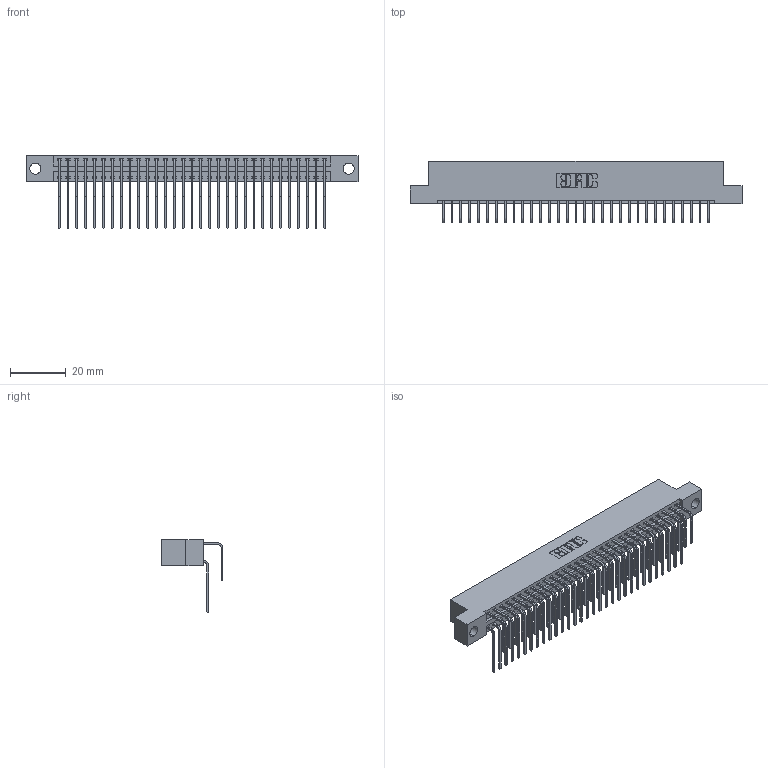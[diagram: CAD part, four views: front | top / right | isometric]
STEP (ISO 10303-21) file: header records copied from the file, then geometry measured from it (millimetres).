
FILE_DESCRIPTION (( 'STEP AP203' ), '1' );
FILE_NAME ('346-062-558-204.STEP', '2018-08-28T07:55:34', ( '' ), ( '' ), 'SwSTEP 2.0', 'SolidWorks 2016', '' );
FILE_SCHEMA (( 'CONFIG_CONTROL_DESIGN' ));
Length unit declared in the file: inch
Products named in the file (4): 346 Part_Flush Mounting Lugs - 0.156 Dia-TH; 345-292-001_558 559 Tail - 1; 345-292-001_558 Tail - 2; 346-062-558-204
Assembly tree (63 placements, depth 2):
  346-062-558-204
    346 Part_Flush Mounting Lugs - 0.156 Dia-TH
    345-292-001_558 559 Tail - 1  x31
    345-292-001_558 Tail - 2  x31
Bounding box: 119 x 22.16 x 26.16 mm (x, y, z)
Volume: 11788.2 mm3; surface area: 17560 mm2
Topology: 63 solids, 63 shells, 3470 faces, 10311 edges, 6790 vertices
Faces by surface type: plane 2370, cylinder 1100
Entity records: 23499 total; most frequent: CARTESIAN_POINT 3939, ORIENTED_EDGE 3822, DIRECTION 3495, EDGE_CURVE 1911, LINE 1615, VECTOR 1615, VERTEX_POINT 1270, AXIS2_PLACEMENT_3D 940
